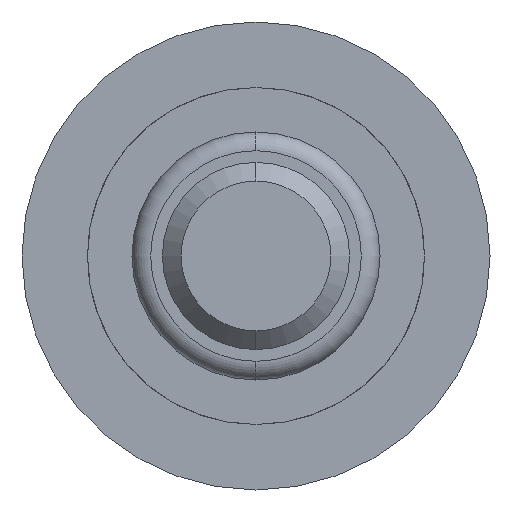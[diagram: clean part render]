
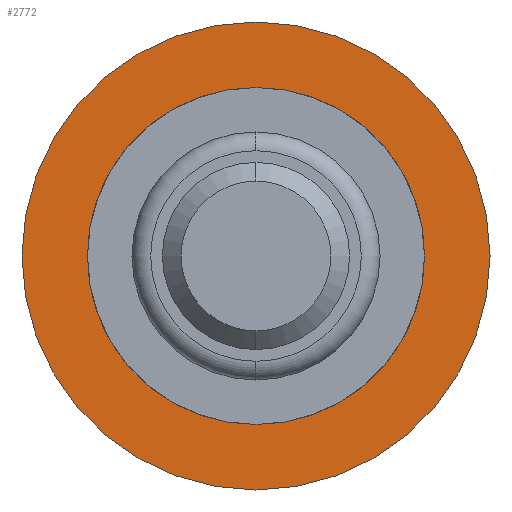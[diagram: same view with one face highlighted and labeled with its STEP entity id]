
A CAD part, front view. The second image highlights one B-rep face of the part: STEP entity #2772.
In plain terms, the highlighted planar face has unit normal (0, -1, 0).
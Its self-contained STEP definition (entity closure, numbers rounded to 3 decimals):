
#100 = CARTESIAN_POINT ( 'NONE',  ( 1.655, 5.5, 0. ) ) ;
#131 = VECTOR ( 'NONE', #569, 1000. ) ;
#221 = EDGE_LOOP ( 'NONE', ( #3060, #1937 ) ) ;
#328 = DIRECTION ( 'NONE',  ( -0.839, 0., -0.545 ) ) ;
#569 = DIRECTION ( 'NONE',  ( -0.839, 0., 0.545 ) ) ;
#855 = ORIENTED_EDGE ( 'NONE', *, *, #2904, .F. ) ;
#931 = EDGE_CURVE ( 'Defeature ausgef�hrt4_28+Defeature ausgef�hrt4_24+Defeature ausgef�hrt4_25+Defeature ausgef�hrt4_27', #1469, #2407, #3496, .T. ) ;
#971 = VERTEX_POINT ( 'NONE', #2933 ) ;
#1043 = FACE_BOUND ( 'NONE', #4125, .T. ) ;
#1072 = DIRECTION ( 'NONE',  ( 0., 1., 0. ) ) ;
#1205 = CARTESIAN_POINT ( 'NONE',  ( 0., 5.5, -2.5 ) ) ;
#1230 = CARTESIAN_POINT ( 'NONE',  ( -1.655, 5.5, 0. ) ) ;
#1279 = EDGE_CURVE ( 'Defeature ausgef�hrt4_32+Defeature ausgef�hrt4_24+Defeature ausgef�hrt4_24+Defeature ausgef�hrt4_24', #1932, #2892, #3506, .T. ) ;
#1373 = EDGE_CURVE ( 'Defeature ausgef�hrt4_27+Defeature ausgef�hrt4_24+Defeature ausgef�hrt4_28+Defeature ausgef�hrt4_26', #2407, #2509, #3662, .T. ) ;
#1469 = VERTEX_POINT ( 'NONE', #1230 ) ;
#1573 = ORIENTED_EDGE ( 'NONE', *, *, #1373, .F. ) ;
#1622 = CARTESIAN_POINT ( 'NONE',  ( 0., 5.5, 1.075 ) ) ;
#1717 = CARTESIAN_POINT ( 'NONE',  ( -1.655, 5.5, 0. ) ) ;
#1763 = CARTESIAN_POINT ( 'NONE',  ( 0., 5.5, 0. ) ) ;
#1848 = VECTOR ( 'NONE', #2486, 1000. ) ;
#1932 = VERTEX_POINT ( 'NONE', #3166 ) ;
#1937 = ORIENTED_EDGE ( 'NONE', *, *, #1279, .F. ) ;
#2102 = PLANE ( 'NONE',  #2424 ) ;
#2145 = CARTESIAN_POINT ( 'NONE',  ( 0., 5.5, 0. ) ) ;
#2161 = CIRCLE ( 'NONE', #4172, 2.5 ) ;
#2407 = VERTEX_POINT ( 'NONE', #2967 ) ;
#2424 = AXIS2_PLACEMENT_3D ( 'NONE', #2145, #4159, #4180 ) ;
#2486 = DIRECTION ( 'NONE',  ( 0.839, 0., 0.545 ) ) ;
#2504 = ORIENTED_EDGE ( 'NONE', *, *, #2584, .F. ) ;
#2509 = VERTEX_POINT ( 'NONE', #3016 ) ;
#2584 = EDGE_CURVE ( 'Defeature ausgef�hrt4_25+Defeature ausgef�hrt4_24+Defeature ausgef�hrt4_26+Defeature ausgef�hrt4_28', #971, #1469, #3285, .T. ) ;
#2741 = AXIS2_PLACEMENT_3D ( 'NONE', #1763, #1072, #3446 ) ;
#2772 = ADVANCED_FACE ( 'Defeature ausgef�hrt4_24', ( #3387, #1043 ), #2102, .T. ) ;
#2892 = VERTEX_POINT ( 'NONE', #1205 ) ;
#2904 = EDGE_CURVE ( 'Defeature ausgef�hrt4_26+Defeature ausgef�hrt4_24+Defeature ausgef�hrt4_27+Defeature ausgef�hrt4_25', #2509, #971, #3912, .T. ) ;
#2933 = CARTESIAN_POINT ( 'NONE',  ( 0., 5.5, 1.075 ) ) ;
#2965 = VECTOR ( 'NONE', #3954, 1000. ) ;
#2967 = CARTESIAN_POINT ( 'NONE',  ( 0., 5.5, -1.075 ) ) ;
#3016 = CARTESIAN_POINT ( 'NONE',  ( 1.655, 5.5, 0. ) ) ;
#3060 = ORIENTED_EDGE ( 'NONE', *, *, #4296, .F. ) ;
#3166 = CARTESIAN_POINT ( 'NONE',  ( 0., 5.5, 2.5 ) ) ;
#3285 = LINE ( 'NONE', #1717, #3437 ) ;
#3306 = DIRECTION ( 'NONE',  ( 0., 0., -1. ) ) ;
#3318 = CARTESIAN_POINT ( 'NONE',  ( 0., 5.5, -1.075 ) ) ;
#3387 = FACE_OUTER_BOUND ( 'NONE', #221, .T. ) ;
#3437 = VECTOR ( 'NONE', #328, 1000. ) ;
#3446 = DIRECTION ( 'NONE',  ( 0., 0., -1. ) ) ;
#3496 = LINE ( 'NONE', #3318, #2965 ) ;
#3506 = CIRCLE ( 'NONE', #2741, 2.5 ) ;
#3662 = LINE ( 'NONE', #100, #1848 ) ;
#3696 = ORIENTED_EDGE ( 'NONE', *, *, #931, .F. ) ;
#3912 = LINE ( 'NONE', #1622, #131 ) ;
#3950 = DIRECTION ( 'NONE',  ( 0., 1., 0. ) ) ;
#3954 = DIRECTION ( 'NONE',  ( 0.839, 0., -0.545 ) ) ;
#4125 = EDGE_LOOP ( 'NONE', ( #855, #1573, #3696, #2504 ) ) ;
#4159 = DIRECTION ( 'NONE',  ( 0., -1., 0. ) ) ;
#4172 = AXIS2_PLACEMENT_3D ( 'NONE', #4357, #3950, #3306 ) ;
#4180 = DIRECTION ( 'NONE',  ( 0., 0., -1. ) ) ;
#4296 = EDGE_CURVE ( 'Defeature ausgef�hrt4_32+Defeature ausgef�hrt4_24+Defeature ausgef�hrt4_24+Defeature ausgef�hrt4_24', #2892, #1932, #2161, .T. ) ;
#4357 = CARTESIAN_POINT ( 'NONE',  ( 0., 5.5, 0. ) ) ;
